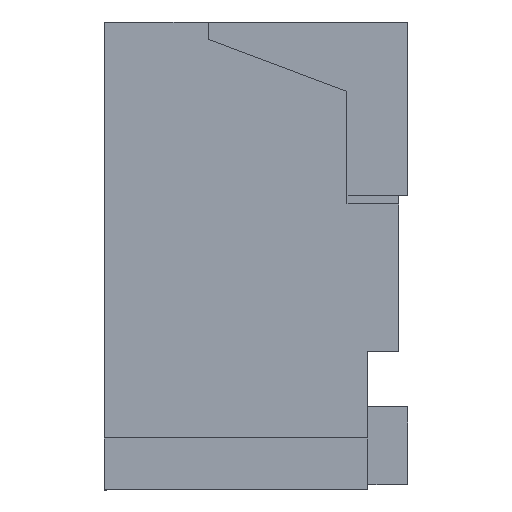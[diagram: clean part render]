
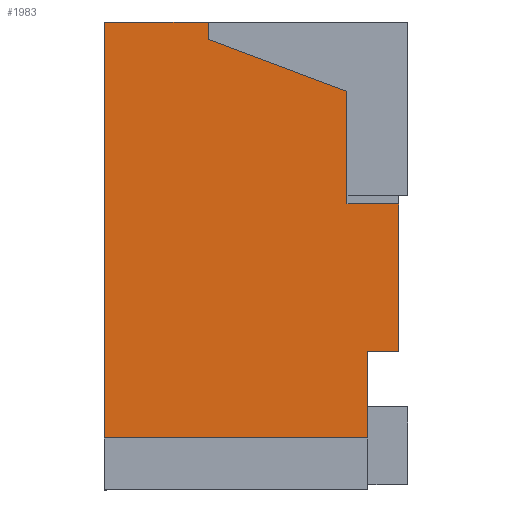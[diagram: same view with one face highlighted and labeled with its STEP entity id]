
A CAD part, left-side view. The second image highlights one B-rep face of the part: STEP entity #1983.
In plain terms, the highlighted planar face has unit normal (-1, 0, 0).
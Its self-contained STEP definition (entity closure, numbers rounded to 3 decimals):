
#91 = DIRECTION ( 'NONE',  ( 0., 0., 1. ) ) ;
#92 = VECTOR ( 'NONE', #91, 1000. ) ;
#93 = CARTESIAN_POINT ( 'NONE',  ( -3.7, 1.7, 1.7 ) ) ;
#94 = LINE ( 'NONE', #93, #92 ) ;
#100 = LINE ( 'NONE', #102, #101 ) ;
#101 = VECTOR ( 'NONE', #103, 1000. ) ;
#102 = CARTESIAN_POINT ( 'NONE',  ( -3.7, 1.7, 2. ) ) ;
#103 = DIRECTION ( 'NONE',  ( 0., 1., 0. ) ) ;
#104 = CARTESIAN_POINT ( 'NONE',  ( -3.7, 0.3, 3.35 ) ) ;
#169 = DIRECTION ( 'NONE',  ( 0., 0., -1. ) ) ;
#170 = VECTOR ( 'NONE', #169, 1000. ) ;
#171 = CARTESIAN_POINT ( 'NONE',  ( -3.7, 0.3, 4. ) ) ;
#172 = LINE ( 'NONE', #171, #170 ) ;
#207 = DIRECTION ( 'NONE',  ( 0., -1., 0. ) ) ;
#208 = VECTOR ( 'NONE', #207, 1000. ) ;
#209 = CARTESIAN_POINT ( 'NONE',  ( -3.7, 0.3, 3.35 ) ) ;
#210 = LINE ( 'NONE', #209, #208 ) ;
#212 = DIRECTION ( 'NONE',  ( 0., -1., 0. ) ) ;
#213 = DIRECTION ( 'NONE',  ( -1., 0., 0. ) ) ;
#214 = CARTESIAN_POINT ( 'NONE',  ( -3.7, 1.7, 4.4 ) ) ;
#236 = AXIS2_PLACEMENT_3D ( 'NONE', #214, #213, #212 ) ;
#237 = PLANE ( 'NONE',  #236 ) ;
#251 = FACE_OUTER_BOUND ( 'NONE', #1991, .T. ) ;
#385 = CARTESIAN_POINT ( 'NONE',  ( -3.7, 1.7, 2. ) ) ;
#1288 = EDGE_CURVE ( 'NONE', #1380, #1492, #2042, .T. ) ;
#1322 = VERTEX_POINT ( 'NONE', #2051 ) ;
#1324 = EDGE_CURVE ( 'NONE', #1322, #1325, #2120, .T. ) ;
#1325 = VERTEX_POINT ( 'NONE', #2116 ) ;
#1380 = VERTEX_POINT ( 'NONE', #2337 ) ;
#1424 = EDGE_CURVE ( 'NONE', #1492, #1425, #2352, .T. ) ;
#1425 = VERTEX_POINT ( 'NONE', #2348 ) ;
#1450 = EDGE_CURVE ( 'NONE', #1463, #1322, #2412, .T. ) ;
#1457 = VERTEX_POINT ( 'NONE', #2459 ) ;
#1461 = EDGE_CURVE ( 'NONE', #1457, #1463, #2488, .T. ) ;
#1463 = VERTEX_POINT ( 'NONE', #2480 ) ;
#1492 = VERTEX_POINT ( 'NONE', #2527 ) ;
#1496 = VERTEX_POINT ( 'NONE', #2522 ) ;
#1595 = EDGE_CURVE ( 'NONE', #1496, #1380, #2831, .T. ) ;
#1631 = VERTEX_POINT ( 'NONE', #385 ) ;
#1960 = ORIENTED_EDGE ( 'NONE', *, *, #1961, .F. ) ;
#1961 = EDGE_CURVE ( 'NONE', #1325, #1631, #100, .T. ) ;
#1965 = ORIENTED_EDGE ( 'NONE', *, *, #1984, .F. ) ;
#1966 = VERTEX_POINT ( 'NONE', #104 ) ;
#1967 = ORIENTED_EDGE ( 'NONE', *, *, #1288, .F. ) ;
#1970 = ORIENTED_EDGE ( 'NONE', *, *, #1595, .F. ) ;
#1971 = ORIENTED_EDGE ( 'NONE', *, *, #1972, .F. ) ;
#1972 = EDGE_CURVE ( 'NONE', #1631, #1496, #94, .T. ) ;
#1980 = ORIENTED_EDGE ( 'NONE', *, *, #1324, .F. ) ;
#1981 = ORIENTED_EDGE ( 'NONE', *, *, #1450, .F. ) ;
#1982 = ORIENTED_EDGE ( 'NONE', *, *, #1461, .F. ) ;
#1983 = ADVANCED_FACE ( 'NONE', ( #251 ), #237, .T. ) ;
#1984 = EDGE_CURVE ( 'NONE', #1966, #1457, #210, .T. ) ;
#1988 = ORIENTED_EDGE ( 'NONE', *, *, #1989, .F. ) ;
#1989 = EDGE_CURVE ( 'NONE', #1425, #1966, #172, .T. ) ;
#1990 = ORIENTED_EDGE ( 'NONE', *, *, #1424, .F. ) ;
#1991 = EDGE_LOOP ( 'NONE', ( #1965, #1988, #1990, #1967, #1970, #1971, #1960, #1980, #1981, #1982 ) ) ;
#2039 = DIRECTION ( 'NONE',  ( 0., 0., -1. ) ) ;
#2040 = VECTOR ( 'NONE', #2039, 1000. ) ;
#2041 = CARTESIAN_POINT ( 'NONE',  ( -3.7, 1.1, 4.4 ) ) ;
#2042 = LINE ( 'NONE', #2041, #2040 ) ;
#2051 = CARTESIAN_POINT ( 'NONE',  ( -3.7, 0.18, 2.5 ) ) ;
#2116 = CARTESIAN_POINT ( 'NONE',  ( -3.7, 0.18, 2. ) ) ;
#2117 = DIRECTION ( 'NONE',  ( 0., 0., -1. ) ) ;
#2118 = VECTOR ( 'NONE', #2117, 1000. ) ;
#2119 = CARTESIAN_POINT ( 'NONE',  ( -3.7, 0.18, 2.5 ) ) ;
#2120 = LINE ( 'NONE', #2119, #2118 ) ;
#2337 = CARTESIAN_POINT ( 'NONE',  ( -3.7, 1.1, 4.4 ) ) ;
#2348 = CARTESIAN_POINT ( 'NONE',  ( -3.7, 0.3, 4. ) ) ;
#2349 = DIRECTION ( 'NONE',  ( 0., -0.936, -0.351 ) ) ;
#2350 = VECTOR ( 'NONE', #2349, 1000. ) ;
#2351 = CARTESIAN_POINT ( 'NONE',  ( -3.7, 1.1, 4.3 ) ) ;
#2352 = LINE ( 'NONE', #2351, #2350 ) ;
#2409 = DIRECTION ( 'NONE',  ( 0., 1., 0. ) ) ;
#2410 = VECTOR ( 'NONE', #2409, 1000. ) ;
#2411 = CARTESIAN_POINT ( 'NONE',  ( -3.7, 0., 2.5 ) ) ;
#2412 = LINE ( 'NONE', #2411, #2410 ) ;
#2459 = CARTESIAN_POINT ( 'NONE',  ( -3.7, 0., 3.35 ) ) ;
#2480 = CARTESIAN_POINT ( 'NONE',  ( -3.7, 0., 2.5 ) ) ;
#2485 = DIRECTION ( 'NONE',  ( 0., 0., -1. ) ) ;
#2486 = VECTOR ( 'NONE', #2485, 1000. ) ;
#2487 = CARTESIAN_POINT ( 'NONE',  ( -3.7, 0., 4.4 ) ) ;
#2488 = LINE ( 'NONE', #2487, #2486 ) ;
#2522 = CARTESIAN_POINT ( 'NONE',  ( -3.7, 1.7, 4.4 ) ) ;
#2527 = CARTESIAN_POINT ( 'NONE',  ( -3.7, 1.1, 4.3 ) ) ;
#2828 = DIRECTION ( 'NONE',  ( 0., -1., 0. ) ) ;
#2829 = VECTOR ( 'NONE', #2828, 1000. ) ;
#2830 = CARTESIAN_POINT ( 'NONE',  ( -3.7, 1.7, 4.4 ) ) ;
#2831 = LINE ( 'NONE', #2830, #2829 ) ;
